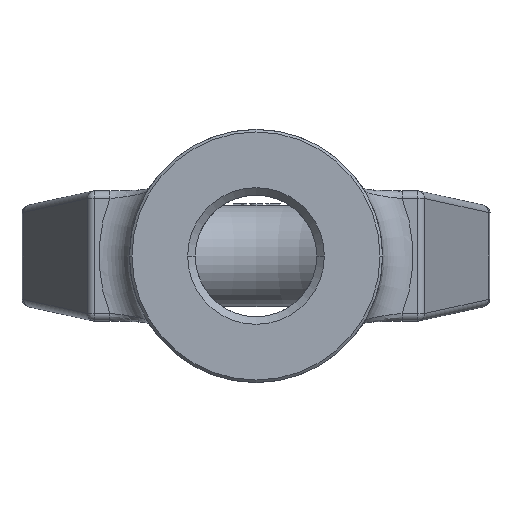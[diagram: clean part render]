
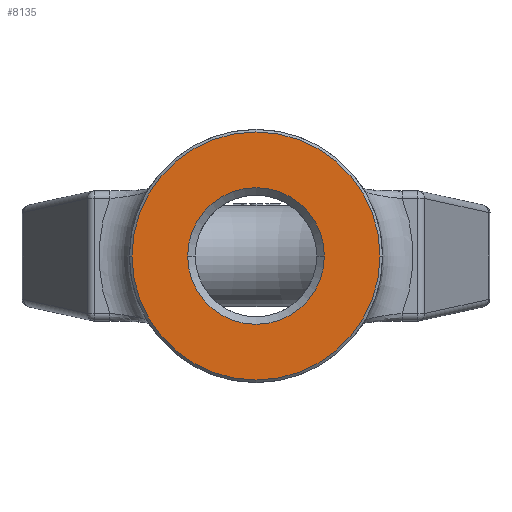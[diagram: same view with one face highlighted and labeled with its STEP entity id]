
A CAD part, front view. The second image highlights one B-rep face of the part: STEP entity #8135.
In plain terms, the highlighted planar face has unit normal (0, -1, 0).
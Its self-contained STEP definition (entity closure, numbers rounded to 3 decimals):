
#1827=CARTESIAN_POINT('',(0.,-44.5,0.));
#1828=DIRECTION('',(0.,-1.,0.));
#1829=DIRECTION('',(-1.,0.,0.));
#1830=AXIS2_PLACEMENT_3D('',#1827,#1828,#1829);
#1832=CARTESIAN_POINT('',(0.,-44.5,0.));
#1833=DIRECTION('',(0.,1.,0.));
#1834=DIRECTION('',(-1.,0.,0.));
#1835=AXIS2_PLACEMENT_3D('',#1832,#1833,#1834);
#1837=CARTESIAN_POINT('',(0.,-44.5,0.));
#1838=DIRECTION('',(0.,-1.,0.));
#1839=DIRECTION('',(-1.,0.,0.));
#1840=AXIS2_PLACEMENT_3D('',#1837,#1838,#1839);
#1842=CARTESIAN_POINT('',(0.,-44.5,0.));
#1843=DIRECTION('',(0.,-1.,0.));
#1844=DIRECTION('',(1.,0.,0.));
#1845=AXIS2_PLACEMENT_3D('',#1842,#1843,#1844);
#5512=CARTESIAN_POINT('',(-24.5,-44.5,0.));
#5513=VERTEX_POINT('',#5512);
#5514=CARTESIAN_POINT('',(24.5,-44.5,0.));
#5515=VERTEX_POINT('',#5514);
#5520=CARTESIAN_POINT('',(-13.5,-44.5,0.));
#5521=CARTESIAN_POINT('',(13.5,-44.5,0.));
#5522=VERTEX_POINT('',#5520);
#5523=VERTEX_POINT('',#5521);
#8119=CARTESIAN_POINT('',(0.,-44.5,0.));
#8120=DIRECTION('',(0.,1.,0.));
#8121=DIRECTION('',(1.,0.,0.));
#8122=AXIS2_PLACEMENT_3D('',#8119,#8120,#8121);
#8123=PLANE('',#8122);
#8125=ORIENTED_EDGE('',*,*,#8124,.F.);
#8127=ORIENTED_EDGE('',*,*,#8126,.T.);
#8128=EDGE_LOOP('',(#8125,#8127));
#8129=FACE_OUTER_BOUND('',#8128,.F.);
#8130=ORIENTED_EDGE('',*,*,#8109,.T.);
#8132=ORIENTED_EDGE('',*,*,#8131,.T.);
#8133=EDGE_LOOP('',(#8130,#8132));
#8134=FACE_BOUND('',#8133,.F.);
#8135=ADVANCED_FACE('',(#8129,#8134),#8123,.F.);
#1831=CIRCLE('',#1830,24.5);
#1836=CIRCLE('',#1835,24.5);
#1841=CIRCLE('',#1840,13.5);
#1846=CIRCLE('',#1845,13.5);
#8109=EDGE_CURVE('',#5522,#5523,#1841,.T.);
#8124=EDGE_CURVE('',#5513,#5515,#1831,.T.);
#8126=EDGE_CURVE('',#5513,#5515,#1836,.T.);
#8131=EDGE_CURVE('',#5523,#5522,#1846,.T.);
